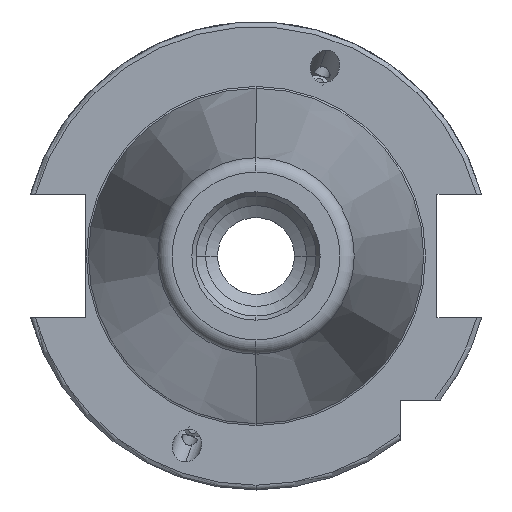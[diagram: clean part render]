
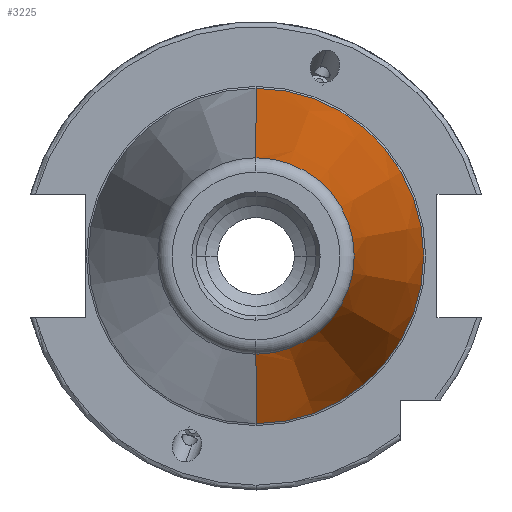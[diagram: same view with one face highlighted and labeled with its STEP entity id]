
A CAD part, left-side view. The second image highlights one B-rep face of the part: STEP entity #3225.
In plain terms, the highlighted conical face has half-angle 8.297 degrees and reference radius 34.925 mm.
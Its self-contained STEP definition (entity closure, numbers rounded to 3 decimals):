
#3221 = EDGE_CURVE ( 'NONE', #3261, #3255, #3641, .T. ) ;
#3225 = ADVANCED_FACE ( 'NONE', ( #3651 ), #3664, .T. ) ;
#3226 = ORIENTED_EDGE ( 'NONE', *, *, #3262, .F. ) ;
#3235 = ORIENTED_EDGE ( 'NONE', *, *, #3279, .T. ) ;
#3254 = ORIENTED_EDGE ( 'NONE', *, *, #3221, .F. ) ;
#3255 = VERTEX_POINT ( 'NONE', #3766 ) ;
#3258 = VERTEX_POINT ( 'NONE', #3707 ) ;
#3260 = ORIENTED_EDGE ( 'NONE', *, *, #3266, .T. ) ;
#3261 = VERTEX_POINT ( 'NONE', #3743 ) ;
#3262 = EDGE_CURVE ( 'NONE', #3258, #3261, #3742, .T. ) ;
#3266 = EDGE_CURVE ( 'NONE', #3258, #3278, #3760, .T. ) ;
#3278 = VERTEX_POINT ( 'NONE', #3762 ) ;
#3279 = EDGE_CURVE ( 'NONE', #3278, #3255, #3719, .T. ) ;
#3285 = EDGE_LOOP ( 'NONE', ( #3226, #3260, #3235, #3254 ) ) ;
#3641 = LINE ( 'NONE', #3648, #3647 ) ;
#3646 = DIRECTION ( 'NONE',  ( 0.99, 0., 0.144 ) ) ;
#3647 = VECTOR ( 'NONE', #3646, 1000. ) ;
#3648 = CARTESIAN_POINT ( 'NONE',  ( 0., 0., 34.925 ) ) ;
#3649 = CARTESIAN_POINT ( 'NONE',  ( 0., 0., 0. ) ) ;
#3650 = DIRECTION ( 'NONE',  ( 1., 0., 0. ) ) ;
#3651 = FACE_OUTER_BOUND ( 'NONE', #3285, .T. ) ;
#3657 = AXIS2_PLACEMENT_3D ( 'NONE', #3649, #3650, #3667 ) ;
#3664 = CONICAL_SURFACE ( 'NONE', #3657, 34.925, 0.145 ) ;
#3667 = DIRECTION ( 'NONE',  ( 0., 0., 1. ) ) ;
#3707 = CARTESIAN_POINT ( 'NONE',  ( -99.183, 0., -20.461 ) ) ;
#3719 = CIRCLE ( 'NONE', #3754, 34.925 ) ;
#3727 = DIRECTION ( 'NONE',  ( 0.99, 0., -0.144 ) ) ;
#3728 = VECTOR ( 'NONE', #3727, 1000. ) ;
#3729 = CARTESIAN_POINT ( 'NONE',  ( 0., 0., -34.925 ) ) ;
#3733 = DIRECTION ( 'NONE',  ( 0., 0., -1. ) ) ;
#3734 = DIRECTION ( 'NONE',  ( -1., 0., 0. ) ) ;
#3735 = CARTESIAN_POINT ( 'NONE',  ( -99.183, 0., 0. ) ) ;
#3736 = AXIS2_PLACEMENT_3D ( 'NONE', #3735, #3734, #3761 ) ;
#3742 = CIRCLE ( 'NONE', #3736, 20.461 ) ;
#3743 = CARTESIAN_POINT ( 'NONE',  ( -99.183, 0., 20.461 ) ) ;
#3752 = DIRECTION ( 'NONE',  ( -1., 0., 0. ) ) ;
#3753 = CARTESIAN_POINT ( 'NONE',  ( 0., 0., 0. ) ) ;
#3754 = AXIS2_PLACEMENT_3D ( 'NONE', #3753, #3752, #3733 ) ;
#3760 = LINE ( 'NONE', #3729, #3728 ) ;
#3761 = DIRECTION ( 'NONE',  ( 0., 0., -1. ) ) ;
#3762 = CARTESIAN_POINT ( 'NONE',  ( 0., 0., -34.925 ) ) ;
#3766 = CARTESIAN_POINT ( 'NONE',  ( 0., 0., 34.925 ) ) ;
